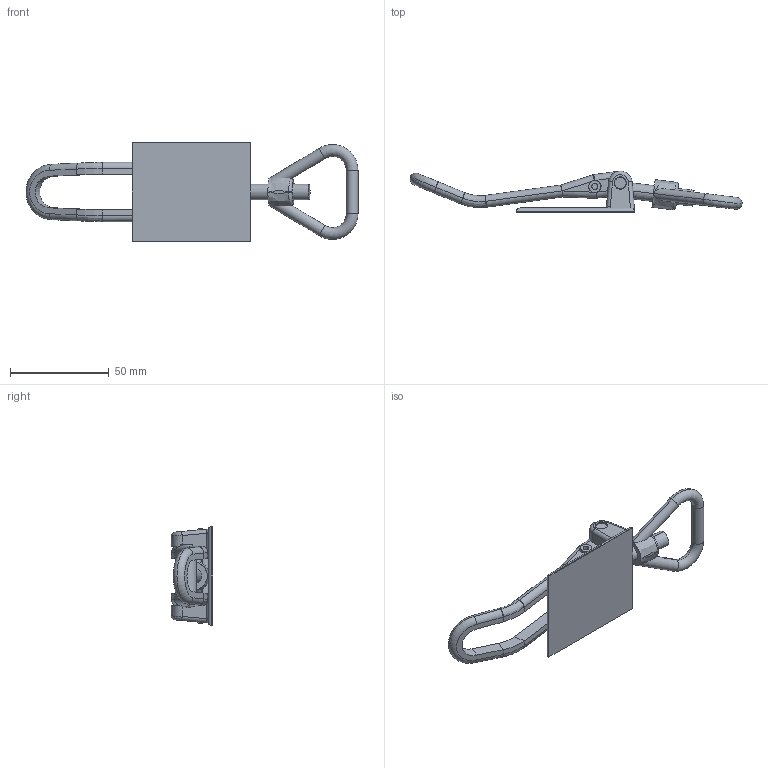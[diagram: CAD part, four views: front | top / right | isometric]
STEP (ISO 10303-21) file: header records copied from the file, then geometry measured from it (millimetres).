
FILE_DESCRIPTION (( 'STEP AP214' ), '1' );
FILE_NAME ('53020 - 404 A RF.STEP', '2016-12-29T14:16:16', ( '' ), ( '' ), 'SwSTEP 2.0', 'SolidWorks 2015', '' );
FILE_SCHEMA (( 'AUTOMOTIVE_DESIGN' ));
Length unit declared in the file: millimetre
Products named in the file (6): 404-504 A RF; 53020 - 404 A RF; Justerskruv M8; Ring 3; Hålnit 6x32; Bygel 4
Assembly tree (5 placements, depth 2):
  53020 - 404 A RF
    404-504 A RF
    Bygel 4
    Hålnit 6x32
    Ring 3
    Justerskruv M8
Bounding box: 167.76 x 21 x 50 mm (x, y, z)
Volume: 28074.6 mm3; surface area: 19776.6 mm2
Topology: 5 solids, 5 shells, 195 faces, 460 edges, 277 vertices
Faces by surface type: cylinder 80, plane 57, bspline 36, torus 18, sphere 4
Entity records: 8064 total; most frequent: CARTESIAN_POINT 3672, ORIENTED_EDGE 920, DIRECTION 819, EDGE_CURVE 460, AXIS2_PLACEMENT_3D 321, VERTEX_POINT 277, EDGE_LOOP 211, ADVANCED_FACE 195
